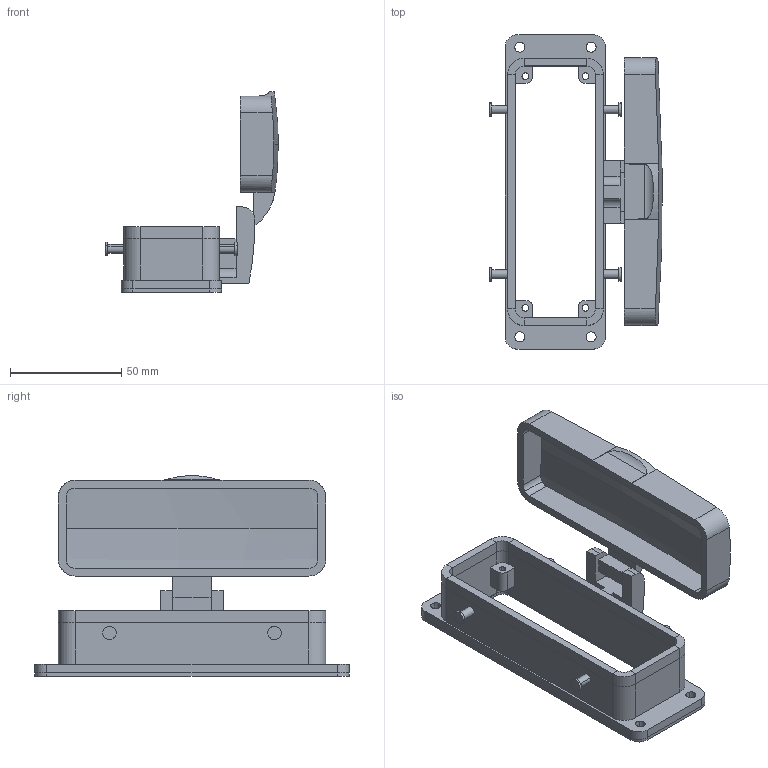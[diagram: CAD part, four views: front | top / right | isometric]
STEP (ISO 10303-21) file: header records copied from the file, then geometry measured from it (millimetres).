
FILE_DESCRIPTION(('CATIA V5 STEP Exchange','CAx-IF Rec.Pracs.--- Model Styling and Organization---1.4--- 2014-01-23'),'2;1');
FILE_NAME ('13419493_2', '2019-07-25T13:57:24+00:00', ('none'), ('Weidmueller'), 'CATIA Version 5-6 Release 2016 SP3 HF44', 'CATIA V5 STEP AP214', 'none');
FILE_SCHEMA(('AUTOMOTIVE_DESIGN { 1 0 10303 214 1 1 1 1 }'));
Length unit declared in the file: millimetre
Products named in the file (1): 1213300000
Bounding box: 77.47 x 141 x 90.06 mm (x, y, z)
Volume: 78831.4 mm3; surface area: 52801 mm2
Topology: 3 solids, 3 shells, 211 faces, 561 edges, 366 vertices
Faces by surface type: plane 104, cylinder 100, revolution 4, torus 3
Entity records: 6965 total; most frequent: CARTESIAN_POINT 1914, ORIENTED_EDGE 1122, DIRECTION 808, EDGE_CURVE 561, VERTEX_POINT 366, VECTOR 327, LINE 327, AXIS2_PLACEMENT_3D 318
